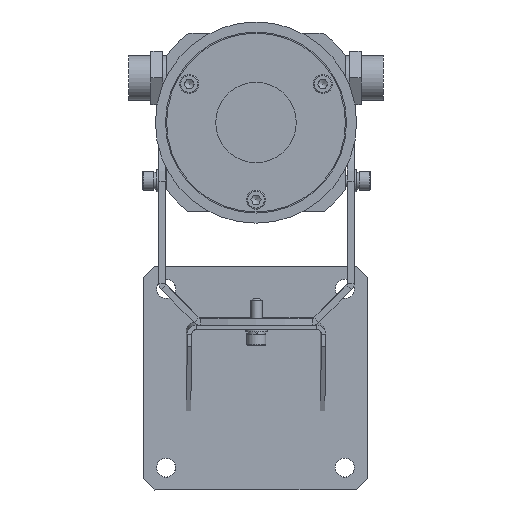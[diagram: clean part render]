
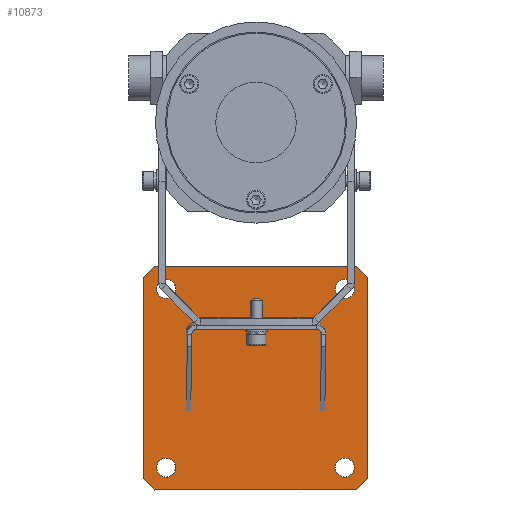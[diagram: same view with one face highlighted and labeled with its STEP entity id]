
A CAD part, left-side view. The second image highlights one B-rep face of the part: STEP entity #10873.
In plain terms, the highlighted face is planar.
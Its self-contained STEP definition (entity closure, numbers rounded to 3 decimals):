
#10873=ADVANCED_FACE('',(#10901,#10903,#10905,#10907,#10909),#10911,.T.);
#10901=FACE_BOUND('',#10902,.T.);
#10902=EDGE_LOOP('',(#11012));
#10903=FACE_BOUND('',#10904,.T.);
#10904=EDGE_LOOP('',(#11013));
#10905=FACE_BOUND('',#10906,.T.);
#10906=EDGE_LOOP('',(#11014));
#10907=FACE_BOUND('',#10908,.T.);
#10908=EDGE_LOOP('',(#11015));
#10909=FACE_OUTER_BOUND('',#10910,.T.);
#10910=EDGE_LOOP('',(#11016,#11017,#11018,#11019,#11020,#11021,#11022,#11023));
#10911=PLANE('',#10912);
#10912=AXIS2_PLACEMENT_3D('',#10913,#10914,#10915);
#10913=CARTESIAN_POINT('',(-2.,0.,0.));
#10914=DIRECTION('',(-1.,0.,0.));
#10915=DIRECTION('',(0.,0.,-1.));
#11012=ORIENTED_EDGE('',*,*,#11084,.T.);
#11013=ORIENTED_EDGE('',*,*,#11085,.T.);
#11014=ORIENTED_EDGE('',*,*,#11086,.T.);
#11015=ORIENTED_EDGE('',*,*,#11087,.T.);
#11016=ORIENTED_EDGE('',*,*,#11088,.T.);
#11017=ORIENTED_EDGE('',*,*,#11089,.T.);
#11018=ORIENTED_EDGE('',*,*,#11090,.T.);
#11019=ORIENTED_EDGE('',*,*,#11091,.T.);
#11020=ORIENTED_EDGE('',*,*,#11092,.T.);
#11021=ORIENTED_EDGE('',*,*,#11093,.T.);
#11022=ORIENTED_EDGE('',*,*,#11094,.T.);
#11023=ORIENTED_EDGE('',*,*,#11095,.T.);
#11084=EDGE_CURVE('',#11132,#11132,#11133,.F.);
#11085=EDGE_CURVE('',#11134,#11134,#11135,.F.);
#11086=EDGE_CURVE('',#11136,#11136,#11137,.F.);
#11087=EDGE_CURVE('',#11138,#11138,#11139,.F.);
#11088=EDGE_CURVE('',#11140,#11141,#11142,.T.);
#11089=EDGE_CURVE('',#11141,#11143,#11144,.T.);
#11090=EDGE_CURVE('',#11143,#11145,#11146,.T.);
#11091=EDGE_CURVE('',#11145,#11147,#11148,.T.);
#11092=EDGE_CURVE('',#11147,#11149,#11150,.T.);
#11093=EDGE_CURVE('',#11149,#11151,#11152,.T.);
#11094=EDGE_CURVE('',#11151,#11153,#11154,.T.);
#11095=EDGE_CURVE('',#11153,#11140,#11155,.T.);
#11132=VERTEX_POINT('',#11220);
#11133=CIRCLE('',#11221,4.25);
#11134=VERTEX_POINT('',#11225);
#11135=CIRCLE('',#11226,4.25);
#11136=VERTEX_POINT('',#11230);
#11137=CIRCLE('',#11231,4.25);
#11138=VERTEX_POINT('',#11235);
#11139=CIRCLE('',#11236,4.25);
#11140=VERTEX_POINT('',#11240);
#11141=VERTEX_POINT('',#11241);
#11142=LINE('',#11242,#11243);
#11143=VERTEX_POINT('',#11245);
#11144=LINE('',#11246,#11247);
#11145=VERTEX_POINT('',#11249);
#11146=LINE('',#11250,#11251);
#11147=VERTEX_POINT('',#11253);
#11148=LINE('',#11254,#11255);
#11149=VERTEX_POINT('',#11257);
#11150=LINE('',#11258,#11259);
#11151=VERTEX_POINT('',#11261);
#11152=LINE('',#11262,#11263);
#11153=VERTEX_POINT('',#11265);
#11154=LINE('',#11266,#11267);
#11155=LINE('',#11269,#11270);
#11220=CARTESIAN_POINT('',(-2.,40.,35.75));
#11221=AXIS2_PLACEMENT_3D('',#11222,#11223,#11224);
#11222=CARTESIAN_POINT('',(-2.,40.,40.));
#11223=DIRECTION('',(-1.,0.,0.));
#11224=DIRECTION('',(0.,0.,-1.));
#11225=CARTESIAN_POINT('',(-2.,40.,-44.25));
#11226=AXIS2_PLACEMENT_3D('',#11227,#11228,#11229);
#11227=CARTESIAN_POINT('',(-2.,40.,-40.));
#11228=DIRECTION('',(-1.,0.,0.));
#11229=DIRECTION('',(0.,0.,-1.));
#11230=CARTESIAN_POINT('',(-2.,-40.,-44.25));
#11231=AXIS2_PLACEMENT_3D('',#11232,#11233,#11234);
#11232=CARTESIAN_POINT('',(-2.,-40.,-40.));
#11233=DIRECTION('',(-1.,0.,0.));
#11234=DIRECTION('',(0.,0.,-1.));
#11235=CARTESIAN_POINT('',(-2.,-40.,35.75));
#11236=AXIS2_PLACEMENT_3D('',#11237,#11238,#11239);
#11237=CARTESIAN_POINT('',(-2.,-40.,40.));
#11238=DIRECTION('',(-1.,0.,0.));
#11239=DIRECTION('',(0.,0.,-1.));
#11240=CARTESIAN_POINT('',(-2.,-50.,-45.));
#11241=CARTESIAN_POINT('',(-2.,-50.,45.));
#11242=CARTESIAN_POINT('',(-2.,-50.,-45.));
#11243=VECTOR('',#11244,1.);
#11244=DIRECTION('',(0.,0.,1.));
#11245=CARTESIAN_POINT('',(-2.,-45.,50.));
#11246=CARTESIAN_POINT('',(-2.,-50.,45.));
#11247=VECTOR('',#11248,1.);
#11248=DIRECTION('',(0.,0.707,0.707));
#11249=CARTESIAN_POINT('',(-2.,45.,50.));
#11250=CARTESIAN_POINT('',(-2.,-45.,50.));
#11251=VECTOR('',#11252,1.);
#11252=DIRECTION('',(0.,1.,0.));
#11253=CARTESIAN_POINT('',(-2.,50.,45.));
#11254=CARTESIAN_POINT('',(-2.,45.,50.));
#11255=VECTOR('',#11256,1.);
#11256=DIRECTION('',(0.,0.707,-0.707));
#11257=CARTESIAN_POINT('',(-2.,50.,-45.));
#11258=CARTESIAN_POINT('',(-2.,50.,45.));
#11259=VECTOR('',#11260,1.);
#11260=DIRECTION('',(0.,0.,-1.));
#11261=CARTESIAN_POINT('',(-2.,45.,-50.));
#11262=CARTESIAN_POINT('',(-2.,50.,-45.));
#11263=VECTOR('',#11264,1.);
#11264=DIRECTION('',(0.,-0.707,-0.707));
#11265=CARTESIAN_POINT('',(-2.,-45.,-50.));
#11266=CARTESIAN_POINT('',(-2.,45.,-50.));
#11267=VECTOR('',#11268,1.);
#11268=DIRECTION('',(0.,-1.,0.));
#11269=CARTESIAN_POINT('',(-2.,-45.,-50.));
#11270=VECTOR('',#11271,1.);
#11271=DIRECTION('',(0.,-0.707,0.707));
